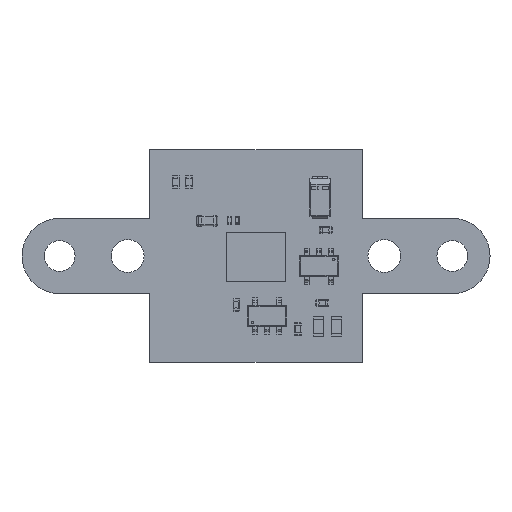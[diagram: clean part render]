
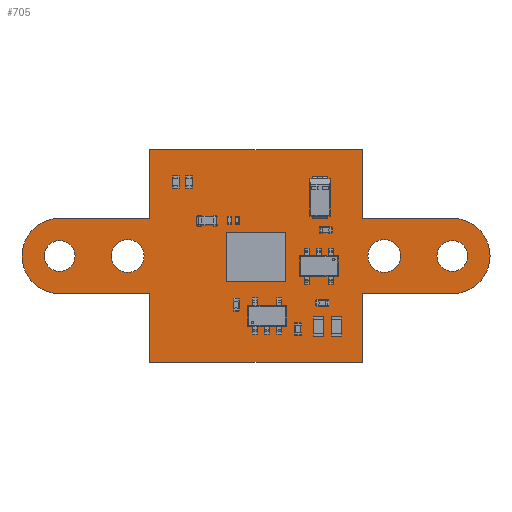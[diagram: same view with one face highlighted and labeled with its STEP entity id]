
A CAD part, top view. The second image highlights one B-rep face of the part: STEP entity #705.
In plain terms, the highlighted planar face has unit normal (0, 0, 1).
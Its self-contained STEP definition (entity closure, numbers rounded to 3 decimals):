
#172 = VERTEX_POINT('',#173);
#173 = CARTESIAN_POINT('',(-15.24,-2.921,0.798));
#179 = EDGE_CURVE('',#172,#180,#182,.T.);
#180 = VERTEX_POINT('',#181);
#181 = CARTESIAN_POINT('',(-8.25,-2.921,0.798));
#182 = LINE('',#183,#184);
#183 = CARTESIAN_POINT('',(-15.24,-2.921,0.798));
#184 = VECTOR('',#185,1.);
#185 = DIRECTION('',(1.,0.,0.));
#210 = EDGE_CURVE('',#180,#211,#213,.T.);
#211 = VERTEX_POINT('',#212);
#212 = CARTESIAN_POINT('',(-8.25,-8.255,0.798));
#213 = LINE('',#214,#215);
#214 = CARTESIAN_POINT('',(-8.25,-2.921,0.798));
#215 = VECTOR('',#216,1.);
#216 = DIRECTION('',(0.,-1.,0.));
#241 = EDGE_CURVE('',#211,#242,#244,.T.);
#242 = VERTEX_POINT('',#243);
#243 = CARTESIAN_POINT('',(8.25,-8.255,0.798));
#244 = LINE('',#245,#246);
#245 = CARTESIAN_POINT('',(-8.25,-8.255,0.798));
#246 = VECTOR('',#247,1.);
#247 = DIRECTION('',(1.,0.,0.));
#272 = EDGE_CURVE('',#242,#273,#275,.T.);
#273 = VERTEX_POINT('',#274);
#274 = CARTESIAN_POINT('',(8.25,-2.921,0.798));
#275 = LINE('',#276,#277);
#276 = CARTESIAN_POINT('',(8.25,-8.255,0.798));
#277 = VECTOR('',#278,1.);
#278 = DIRECTION('',(0.,1.,0.));
#303 = EDGE_CURVE('',#273,#304,#306,.T.);
#304 = VERTEX_POINT('',#305);
#305 = CARTESIAN_POINT('',(15.24,-2.921,0.798));
#306 = LINE('',#307,#308);
#307 = CARTESIAN_POINT('',(8.25,-2.921,0.798));
#308 = VECTOR('',#309,1.);
#309 = DIRECTION('',(1.,0.,0.));
#334 = EDGE_CURVE('',#304,#335,#337,.T.);
#335 = VERTEX_POINT('',#336);
#336 = CARTESIAN_POINT('',(15.24,2.921,0.798));
#337 = CIRCLE('',#338,2.921);
#338 = AXIS2_PLACEMENT_3D('',#339,#340,#341);
#339 = CARTESIAN_POINT('',(15.24,0.,0.798));
#340 = DIRECTION('',(0.,0.,1.));
#341 = DIRECTION('',(0.,-1.,0.));
#367 = EDGE_CURVE('',#335,#368,#370,.T.);
#368 = VERTEX_POINT('',#369);
#369 = CARTESIAN_POINT('',(8.25,2.921,0.798));
#370 = LINE('',#371,#372);
#371 = CARTESIAN_POINT('',(15.24,2.921,0.798));
#372 = VECTOR('',#373,1.);
#373 = DIRECTION('',(-1.,0.,0.));
#398 = EDGE_CURVE('',#368,#399,#401,.T.);
#399 = VERTEX_POINT('',#400);
#400 = CARTESIAN_POINT('',(8.25,8.255,0.798));
#401 = LINE('',#402,#403);
#402 = CARTESIAN_POINT('',(8.25,2.921,0.798));
#403 = VECTOR('',#404,1.);
#404 = DIRECTION('',(0.,1.,0.));
#429 = EDGE_CURVE('',#399,#430,#432,.T.);
#430 = VERTEX_POINT('',#431);
#431 = CARTESIAN_POINT('',(-8.25,8.255,0.798));
#432 = LINE('',#433,#434);
#433 = CARTESIAN_POINT('',(8.25,8.255,0.798));
#434 = VECTOR('',#435,1.);
#435 = DIRECTION('',(-1.,0.,0.));
#460 = EDGE_CURVE('',#430,#461,#463,.T.);
#461 = VERTEX_POINT('',#462);
#462 = CARTESIAN_POINT('',(-8.25,2.921,0.798));
#463 = LINE('',#464,#465);
#464 = CARTESIAN_POINT('',(-8.25,8.255,0.798));
#465 = VECTOR('',#466,1.);
#466 = DIRECTION('',(0.,-1.,0.));
#491 = EDGE_CURVE('',#461,#492,#494,.T.);
#492 = VERTEX_POINT('',#493);
#493 = CARTESIAN_POINT('',(-15.24,2.921,0.798));
#494 = LINE('',#495,#496);
#495 = CARTESIAN_POINT('',(-8.25,2.921,0.798));
#496 = VECTOR('',#497,1.);
#497 = DIRECTION('',(-1.,0.,0.));
#522 = EDGE_CURVE('',#492,#172,#523,.T.);
#523 = CIRCLE('',#524,2.921);
#524 = AXIS2_PLACEMENT_3D('',#525,#526,#527);
#525 = CARTESIAN_POINT('',(-15.24,0.,0.798));
#526 = DIRECTION('',(0.,0.,1.));
#527 = DIRECTION('',(0.,1.,-0.));
#548 = VERTEX_POINT('',#549);
#549 = CARTESIAN_POINT('',(-8.687,0.,0.798));
#555 = EDGE_CURVE('',#548,#548,#556,.T.);
#556 = CIRCLE('',#557,1.27);
#557 = AXIS2_PLACEMENT_3D('',#558,#559,#560);
#558 = CARTESIAN_POINT('',(-9.957,0.,0.798));
#559 = DIRECTION('',(0.,0.,1.));
#560 = DIRECTION('',(1.,0.,-0.));
#581 = VERTEX_POINT('',#582);
#582 = CARTESIAN_POINT('',(-14.04,0.,0.798));
#588 = EDGE_CURVE('',#581,#581,#589,.T.);
#589 = CIRCLE('',#590,1.2);
#590 = AXIS2_PLACEMENT_3D('',#591,#592,#593);
#591 = CARTESIAN_POINT('',(-15.24,0.,0.798));
#592 = DIRECTION('',(0.,0.,1.));
#593 = DIRECTION('',(1.,0.,-0.));
#614 = VERTEX_POINT('',#615);
#615 = CARTESIAN_POINT('',(11.227,0.,0.798));
#621 = EDGE_CURVE('',#614,#614,#622,.T.);
#622 = CIRCLE('',#623,1.27);
#623 = AXIS2_PLACEMENT_3D('',#624,#625,#626);
#624 = CARTESIAN_POINT('',(9.957,0.,0.798));
#625 = DIRECTION('',(0.,0.,1.));
#626 = DIRECTION('',(1.,0.,-0.));
#647 = VERTEX_POINT('',#648);
#648 = CARTESIAN_POINT('',(16.44,0.,0.798));
#654 = EDGE_CURVE('',#647,#647,#655,.T.);
#655 = CIRCLE('',#656,1.2);
#656 = AXIS2_PLACEMENT_3D('',#657,#658,#659);
#657 = CARTESIAN_POINT('',(15.24,0.,0.798));
#658 = DIRECTION('',(0.,0.,1.));
#659 = DIRECTION('',(1.,0.,-0.));
#705 = ADVANCED_FACE('',(#706,#720,#723,#726,#729),#732,.T.);
#706 = FACE_BOUND('',#707,.T.);
#707 = EDGE_LOOP('',(#708,#709,#710,#711,#712,#713,#714,#715,#716,#717,
    #718,#719));
#708 = ORIENTED_EDGE('',*,*,#179,.T.);
#709 = ORIENTED_EDGE('',*,*,#210,.T.);
#710 = ORIENTED_EDGE('',*,*,#241,.T.);
#711 = ORIENTED_EDGE('',*,*,#272,.T.);
#712 = ORIENTED_EDGE('',*,*,#303,.T.);
#713 = ORIENTED_EDGE('',*,*,#334,.T.);
#714 = ORIENTED_EDGE('',*,*,#367,.T.);
#715 = ORIENTED_EDGE('',*,*,#398,.T.);
#716 = ORIENTED_EDGE('',*,*,#429,.T.);
#717 = ORIENTED_EDGE('',*,*,#460,.T.);
#718 = ORIENTED_EDGE('',*,*,#491,.T.);
#719 = ORIENTED_EDGE('',*,*,#522,.T.);
#720 = FACE_BOUND('',#721,.T.);
#721 = EDGE_LOOP('',(#722));
#722 = ORIENTED_EDGE('',*,*,#555,.F.);
#723 = FACE_BOUND('',#724,.T.);
#724 = EDGE_LOOP('',(#725));
#725 = ORIENTED_EDGE('',*,*,#588,.F.);
#726 = FACE_BOUND('',#727,.T.);
#727 = EDGE_LOOP('',(#728));
#728 = ORIENTED_EDGE('',*,*,#621,.F.);
#729 = FACE_BOUND('',#730,.T.);
#730 = EDGE_LOOP('',(#731));
#731 = ORIENTED_EDGE('',*,*,#654,.F.);
#732 = PLANE('',#733);
#733 = AXIS2_PLACEMENT_3D('',#734,#735,#736);
#734 = CARTESIAN_POINT('',(0.,0.,
    0.798));
#735 = DIRECTION('',(0.,0.,1.));
#736 = DIRECTION('',(1.,0.,-0.));
